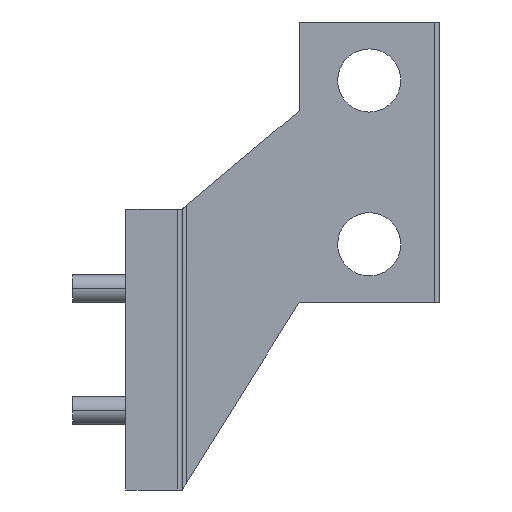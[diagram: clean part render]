
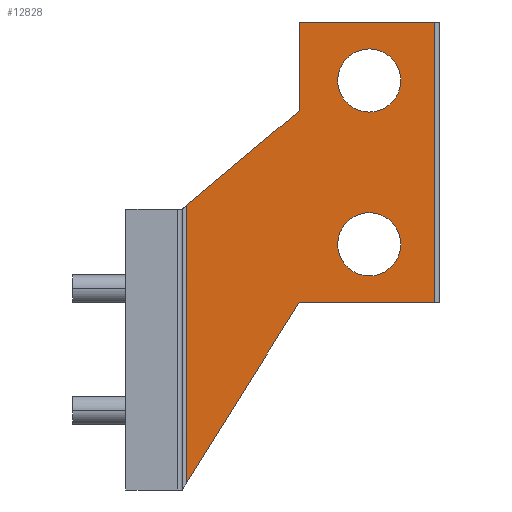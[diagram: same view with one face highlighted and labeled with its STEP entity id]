
A CAD part, left-side view. The second image highlights one B-rep face of the part: STEP entity #12828.
In plain terms, the highlighted planar face has unit normal (-1, 0, 0).
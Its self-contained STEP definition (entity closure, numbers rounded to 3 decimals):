
#11686=AXIS2_PLACEMENT_3D('Circle Axis2P3D',#11684,#11685,$) ;
#11712=AXIS2_PLACEMENT_3D('Circle Axis2P3D',#11710,#11711,$) ;
#12562=AXIS2_PLACEMENT_3D('Circle Axis2P3D',#12560,#12561,$) ;
#12588=AXIS2_PLACEMENT_3D('Circle Axis2P3D',#12586,#12587,$) ;
#12790=AXIS2_PLACEMENT_3D('Plane Axis2P3D',#12787,#12788,#12789) ;
#11679=CARTESIAN_POINT('Vertex',(-233.,-36.076,225.264)) ;
#11684=CARTESIAN_POINT('Axis2P3D Location',(-233.,-42.,228.5)) ;
#11688=CARTESIAN_POINT('Vertex',(-233.,-47.924,231.736)) ;
#11710=CARTESIAN_POINT('Axis2P3D Location',(-233.,-42.,228.5)) ;
#11732=CARTESIAN_POINT('Line Origine',(-233.,-27.,266.5)) ;
#11736=CARTESIAN_POINT('Vertex',(-233.,-27.,257.)) ;
#11738=CARTESIAN_POINT('Vertex',(-233.,-27.,276.)) ;
#12555=CARTESIAN_POINT('Vertex',(-233.,-36.076,260.264)) ;
#12560=CARTESIAN_POINT('Axis2P3D Location',(-233.,-42.,263.5)) ;
#12564=CARTESIAN_POINT('Vertex',(-233.,-47.924,266.736)) ;
#12586=CARTESIAN_POINT('Axis2P3D Location',(-233.,-42.,263.5)) ;
#12612=CARTESIAN_POINT('Vertex',(-233.,-56.,216.)) ;
#12628=CARTESIAN_POINT('Vertex',(-233.,-56.,276.)) ;
#12631=CARTESIAN_POINT('Line Origine',(-233.,-56.,226.)) ;
#12655=CARTESIAN_POINT('Line Origine',(-233.,-41.5,276.)) ;
#12710=CARTESIAN_POINT('Line Origine',(-233.,-41.5,216.)) ;
#12714=CARTESIAN_POINT('Vertex',(-233.,-27.,216.)) ;
#12787=CARTESIAN_POINT('Axis2P3D Location',(-233.,10.,206.)) ;
#12792=CARTESIAN_POINT('Line Origine',(-233.,-3.,207.22)) ;
#12796=CARTESIAN_POINT('Vertex',(-233.,-3.,177.6)) ;
#12798=CARTESIAN_POINT('Vertex',(-233.,-3.,236.84)) ;
#12801=CARTESIAN_POINT('Line Origine',(-233.,-15.,196.8)) ;
#12806=CARTESIAN_POINT('Line Origine',(-233.,-15.,246.92)) ;
#11685=DIRECTION('Axis2P3D Direction',(-1.,0.,0.)) ;
#11711=DIRECTION('Axis2P3D Direction',(-1.,0.,0.)) ;
#11733=DIRECTION('Vector Direction',(0.,0.,-1.)) ;
#12561=DIRECTION('Axis2P3D Direction',(-1.,0.,0.)) ;
#12587=DIRECTION('Axis2P3D Direction',(-1.,0.,0.)) ;
#12632=DIRECTION('Vector Direction',(0.,0.,1.)) ;
#12656=DIRECTION('Vector Direction',(0.,1.,0.)) ;
#12711=DIRECTION('Vector Direction',(0.,-1.,0.)) ;
#12788=DIRECTION('Axis2P3D Direction',(1.,0.,0.)) ;
#12789=DIRECTION('Axis2P3D XDirection',(0.,-1.,0.)) ;
#12793=DIRECTION('Vector Direction',(0.,0.,-1.)) ;
#12802=DIRECTION('Vector Direction',(0.,0.53,-0.848)) ;
#12807=DIRECTION('Vector Direction',(0.,0.766,-0.643)) ;
#11734=VECTOR('Line Direction',#11733,1.) ;
#12633=VECTOR('Line Direction',#12632,1.) ;
#12657=VECTOR('Line Direction',#12656,1.) ;
#12712=VECTOR('Line Direction',#12711,1.) ;
#12794=VECTOR('Line Direction',#12793,1.) ;
#12803=VECTOR('Line Direction',#12802,1.) ;
#12808=VECTOR('Line Direction',#12807,1.) ;
#12812=ORIENTED_EDGE('',*,*,#12800,.F.) ;
#12813=ORIENTED_EDGE('',*,*,#12805,.F.) ;
#12814=ORIENTED_EDGE('',*,*,#12716,.F.) ;
#12815=ORIENTED_EDGE('',*,*,#12635,.F.) ;
#12816=ORIENTED_EDGE('',*,*,#12659,.F.) ;
#12817=ORIENTED_EDGE('',*,*,#11740,.F.) ;
#12818=ORIENTED_EDGE('',*,*,#12810,.F.) ;
#12821=ORIENTED_EDGE('',*,*,#12590,.T.) ;
#12822=ORIENTED_EDGE('',*,*,#12566,.T.) ;
#12825=ORIENTED_EDGE('',*,*,#11690,.T.) ;
#12826=ORIENTED_EDGE('',*,*,#11714,.T.) ;
#12823=FACE_BOUND('',#12820,.T.) ;
#12827=FACE_BOUND('',#12824,.T.) ;
#12828=ADVANCED_FACE('RB2893009_1PA_001_00_SPREAD_REAR_TERM_SINGLE_N1.8\\PartBody',(#12819,#12823,#12827),#12791,.F.) ;
#11687=CIRCLE('generated circle',#11686,6.75) ;
#11713=CIRCLE('generated circle',#11712,6.75) ;
#12563=CIRCLE('generated circle',#12562,6.75) ;
#12589=CIRCLE('generated circle',#12588,6.75) ;
#11690=EDGE_CURVE('',#11689,#11680,#11687,.F.) ;
#11714=EDGE_CURVE('',#11680,#11689,#11713,.F.) ;
#11740=EDGE_CURVE('',#11737,#11739,#11735,.F.) ;
#12566=EDGE_CURVE('',#12565,#12556,#12563,.F.) ;
#12590=EDGE_CURVE('',#12556,#12565,#12589,.F.) ;
#12635=EDGE_CURVE('',#12629,#12613,#12634,.F.) ;
#12659=EDGE_CURVE('',#11739,#12629,#12658,.F.) ;
#12716=EDGE_CURVE('',#12613,#12715,#12713,.F.) ;
#12800=EDGE_CURVE('',#12797,#12799,#12795,.F.) ;
#12805=EDGE_CURVE('',#12715,#12797,#12804,.T.) ;
#12810=EDGE_CURVE('',#12799,#11737,#12809,.F.) ;
#12811=EDGE_LOOP('',(#12812,#12813,#12814,#12815,#12816,#12817,#12818)) ;
#12820=EDGE_LOOP('',(#12821,#12822)) ;
#12824=EDGE_LOOP('',(#12825,#12826)) ;
#12819=FACE_OUTER_BOUND('',#12811,.T.) ;
#11735=LINE('Line',#11732,#11734) ;
#12634=LINE('Line',#12631,#12633) ;
#12658=LINE('Line',#12655,#12657) ;
#12713=LINE('Line',#12710,#12712) ;
#12795=LINE('Line',#12792,#12794) ;
#12804=LINE('Line',#12801,#12803) ;
#12809=LINE('Line',#12806,#12808) ;
#12791=PLANE('',#12790) ;
#11680=VERTEX_POINT('',#11679) ;
#11689=VERTEX_POINT('',#11688) ;
#11737=VERTEX_POINT('',#11736) ;
#11739=VERTEX_POINT('',#11738) ;
#12556=VERTEX_POINT('',#12555) ;
#12565=VERTEX_POINT('',#12564) ;
#12613=VERTEX_POINT('',#12612) ;
#12629=VERTEX_POINT('',#12628) ;
#12715=VERTEX_POINT('',#12714) ;
#12797=VERTEX_POINT('',#12796) ;
#12799=VERTEX_POINT('',#12798) ;
